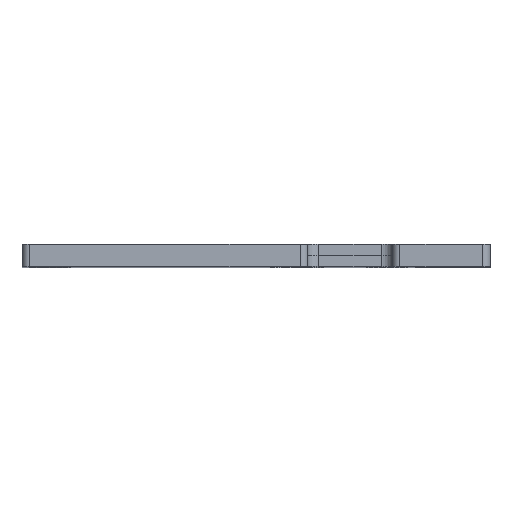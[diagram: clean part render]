
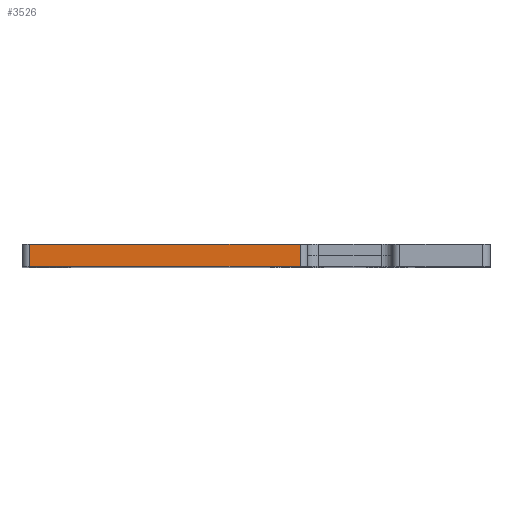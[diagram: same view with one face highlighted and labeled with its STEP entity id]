
A CAD part, top view. The second image highlights one B-rep face of the part: STEP entity #3526.
In plain terms, the highlighted planar face has unit normal (0, 0, 1).
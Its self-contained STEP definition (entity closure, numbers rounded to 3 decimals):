
#83 = VECTOR ( 'NONE', #3881, 1000. ) ;
#433 = VERTEX_POINT ( 'NONE', #1331 ) ;
#618 = EDGE_CURVE ( 'NONE', #4815, #1606, #1226, .T. ) ;
#645 = EDGE_CURVE ( 'NONE', #4815, #433, #767, .T. ) ;
#766 = FACE_OUTER_BOUND ( 'NONE', #5217, .T. ) ;
#767 = LINE ( 'NONE', #3623, #5175 ) ;
#1039 = VERTEX_POINT ( 'NONE', #4437 ) ;
#1077 = CARTESIAN_POINT ( 'NONE',  ( 37.75, 3., 0. ) ) ;
#1226 = LINE ( 'NONE', #1819, #5986 ) ;
#1331 = CARTESIAN_POINT ( 'NONE',  ( 1., 0., 0. ) ) ;
#1563 = ORIENTED_EDGE ( 'NONE', *, *, #4886, .F. ) ;
#1606 = VERTEX_POINT ( 'NONE', #2583 ) ;
#1633 = DIRECTION ( 'NONE',  ( 1., 0., 0. ) ) ;
#1675 = ORIENTED_EDGE ( 'NONE', *, *, #618, .F. ) ;
#1819 = CARTESIAN_POINT ( 'NONE',  ( 1., 3., 0. ) ) ;
#1926 = LINE ( 'NONE', #4949, #5137 ) ;
#2191 = CARTESIAN_POINT ( 'NONE',  ( 1., 3., 0. ) ) ;
#2215 = DIRECTION ( 'NONE',  ( -1., 0., 0. ) ) ;
#2583 = CARTESIAN_POINT ( 'NONE',  ( 37.75, 3., 0. ) ) ;
#2616 = LINE ( 'NONE', #1077, #83 ) ;
#2679 = DIRECTION ( 'NONE',  ( 0., -1., 0. ) ) ;
#3039 = AXIS2_PLACEMENT_3D ( 'NONE', #2191, #3161, #2215 ) ;
#3161 = DIRECTION ( 'NONE',  ( 0., 0., -1. ) ) ;
#3526 = ADVANCED_FACE ( 'NONE', ( #766 ), #4549, .F. ) ;
#3623 = CARTESIAN_POINT ( 'NONE',  ( 1., 3., 0. ) ) ;
#3795 = CARTESIAN_POINT ( 'NONE',  ( 1., 3., 0. ) ) ;
#3881 = DIRECTION ( 'NONE',  ( 0., -1., 0. ) ) ;
#4382 = ORIENTED_EDGE ( 'NONE', *, *, #5007, .T. ) ;
#4437 = CARTESIAN_POINT ( 'NONE',  ( 37.75, 0., 0. ) ) ;
#4549 = PLANE ( 'NONE',  #3039 ) ;
#4815 = VERTEX_POINT ( 'NONE', #3795 ) ;
#4886 = EDGE_CURVE ( 'NONE', #1606, #1039, #2616, .T. ) ;
#4949 = CARTESIAN_POINT ( 'NONE',  ( 1., 0., 0. ) ) ;
#5007 = EDGE_CURVE ( 'NONE', #433, #1039, #1926, .T. ) ;
#5137 = VECTOR ( 'NONE', #1633, 1000. ) ;
#5175 = VECTOR ( 'NONE', #2679, 1000. ) ;
#5217 = EDGE_LOOP ( 'NONE', ( #4382, #1563, #1675, #5414 ) ) ;
#5414 = ORIENTED_EDGE ( 'NONE', *, *, #645, .T. ) ;
#5548 = DIRECTION ( 'NONE',  ( 1., 0., 0. ) ) ;
#5986 = VECTOR ( 'NONE', #5548, 1000. ) ;
